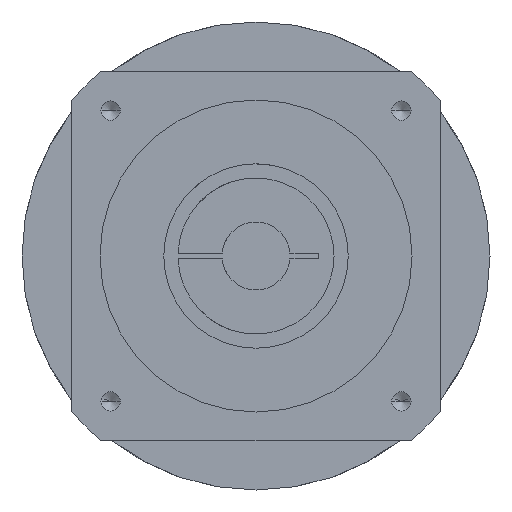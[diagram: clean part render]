
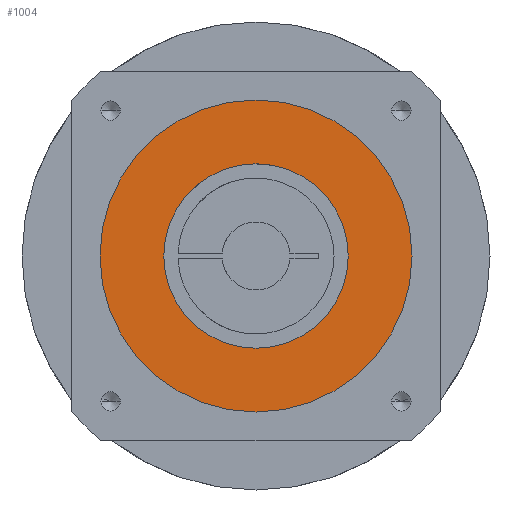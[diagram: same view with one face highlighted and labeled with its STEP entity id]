
A CAD part, front view. The second image highlights one B-rep face of the part: STEP entity #1004.
In plain terms, the highlighted face is planar.
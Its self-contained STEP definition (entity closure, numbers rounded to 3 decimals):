
#44 = CARTESIAN_POINT ( 'NONE',  ( 0., 70., 0. ) ) ;
#76 = CIRCLE ( 'NONE', #2287, 32.5 ) ;
#112 = CARTESIAN_POINT ( 'NONE',  ( 0., 70., 0. ) ) ;
#203 = FACE_OUTER_BOUND ( 'NONE', #3744, .T. ) ;
#207 = DIRECTION ( 'NONE',  ( 0., 0., 1. ) ) ;
#407 = CARTESIAN_POINT ( 'NONE',  ( 0., 70., 0. ) ) ;
#414 = DIRECTION ( 'NONE',  ( 0., 1., 0. ) ) ;
#478 = EDGE_LOOP ( 'NONE', ( #1706, #4092 ) ) ;
#500 = EDGE_CURVE ( 'NONE', #1760, #3633, #1356, .T. ) ;
#510 = DIRECTION ( 'NONE',  ( 0., 1., 0. ) ) ;
#511 = AXIS2_PLACEMENT_3D ( 'NONE', #4762, #863, #3181 ) ;
#695 = VERTEX_POINT ( 'NONE', #2868 ) ;
#738 = AXIS2_PLACEMENT_3D ( 'NONE', #44, #414, #3139 ) ;
#776 = EDGE_CURVE ( 'NONE', #2238, #695, #4585, .T. ) ;
#863 = DIRECTION ( 'NONE',  ( 0., 1., 0. ) ) ;
#1004 = ADVANCED_FACE ( 'NONE', ( #2037, #203 ), #1443, .T. ) ;
#1235 = EDGE_CURVE ( 'NONE', #695, #2238, #1372, .T. ) ;
#1356 = CIRCLE ( 'NONE', #738, 32.5 ) ;
#1372 = CIRCLE ( 'NONE', #511, 55. ) ;
#1443 = PLANE ( 'NONE',  #4329 ) ;
#1451 = EDGE_CURVE ( 'NONE', #3633, #1760, #76, .T. ) ;
#1670 = DIRECTION ( 'NONE',  ( 0., 0., 1. ) ) ;
#1706 = ORIENTED_EDGE ( 'NONE', *, *, #500, .F. ) ;
#1760 = VERTEX_POINT ( 'NONE', #2856 ) ;
#2037 = FACE_BOUND ( 'NONE', #478, .T. ) ;
#2238 = VERTEX_POINT ( 'NONE', #4477 ) ;
#2287 = AXIS2_PLACEMENT_3D ( 'NONE', #112, #510, #2459 ) ;
#2459 = DIRECTION ( 'NONE',  ( 0., 0., 1. ) ) ;
#2566 = CARTESIAN_POINT ( 'NONE',  ( 0., 70., -32.5 ) ) ;
#2856 = CARTESIAN_POINT ( 'NONE',  ( 0., 70., 32.5 ) ) ;
#2868 = CARTESIAN_POINT ( 'NONE',  ( 0., 70., -55. ) ) ;
#2971 = CARTESIAN_POINT ( 'NONE',  ( 0., 70., 0. ) ) ;
#2990 = ORIENTED_EDGE ( 'NONE', *, *, #776, .T. ) ;
#3139 = DIRECTION ( 'NONE',  ( 0., 0., 1. ) ) ;
#3181 = DIRECTION ( 'NONE',  ( 0., 0., 1. ) ) ;
#3633 = VERTEX_POINT ( 'NONE', #2566 ) ;
#3718 = ORIENTED_EDGE ( 'NONE', *, *, #1235, .T. ) ;
#3744 = EDGE_LOOP ( 'NONE', ( #2990, #3718 ) ) ;
#4043 = DIRECTION ( 'NONE',  ( 0., 1., 0. ) ) ;
#4092 = ORIENTED_EDGE ( 'NONE', *, *, #1451, .F. ) ;
#4169 = DIRECTION ( 'NONE',  ( 0., 1., 0. ) ) ;
#4329 = AXIS2_PLACEMENT_3D ( 'NONE', #407, #4043, #1670 ) ;
#4477 = CARTESIAN_POINT ( 'NONE',  ( 0., 70., 55. ) ) ;
#4585 = CIRCLE ( 'NONE', #4723, 55. ) ;
#4723 = AXIS2_PLACEMENT_3D ( 'NONE', #2971, #4169, #207 ) ;
#4762 = CARTESIAN_POINT ( 'NONE',  ( 0., 70., 0. ) ) ;
